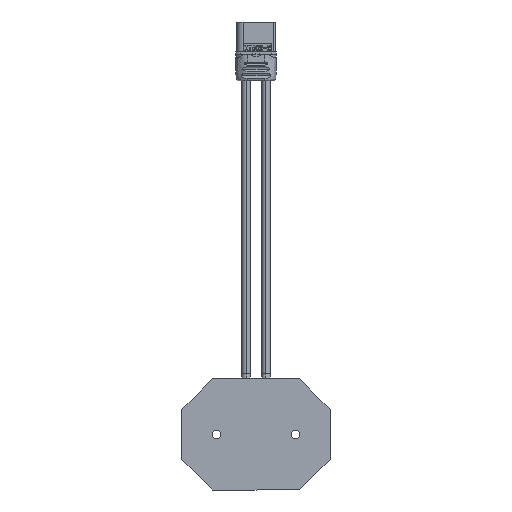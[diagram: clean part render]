
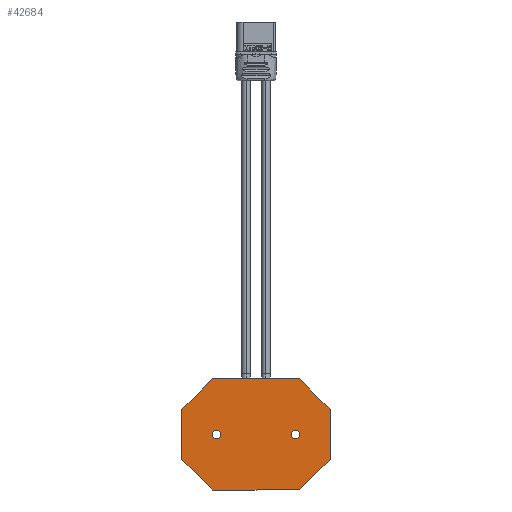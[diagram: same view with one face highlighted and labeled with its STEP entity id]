
A CAD part, front view. The second image highlights one B-rep face of the part: STEP entity #42684.
In plain terms, the highlighted planar face has unit normal (0, -1, 0).
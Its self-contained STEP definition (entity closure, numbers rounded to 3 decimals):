
#310 = FACE_BOUND ( 'NONE', #11893, .T. ) ;
#760 = DIRECTION ( 'NONE',  ( 0., 0., 1. ) ) ;
#1330 = PLANE ( 'NONE',  #42640 ) ;
#3172 = ORIENTED_EDGE ( 'NONE', *, *, #27710, .T. ) ;
#3477 = CARTESIAN_POINT ( 'NONE',  ( 81.357, -9.82, 0. ) ) ;
#4322 = AXIS2_PLACEMENT_3D ( 'NONE', #38388, #38349, #38340 ) ;
#4844 = EDGE_CURVE ( 'NONE', #34752, #10832, #14203, .T. ) ;
#4867 = DIRECTION ( 'NONE',  ( 1., 0., 0. ) ) ;
#4907 = DIRECTION ( 'NONE',  ( 0., -1., 0. ) ) ;
#5032 = CARTESIAN_POINT ( 'NONE',  ( 47.857, -9.82, -22.5 ) ) ;
#5227 = AXIS2_PLACEMENT_3D ( 'NONE', #3477, #28262, #7087 ) ;
#5320 = CARTESIAN_POINT ( 'NONE',  ( 35.357, -9.82, -10. ) ) ;
#5518 = AXIS2_PLACEMENT_3D ( 'NONE', #6745, #31434, #10368 ) ;
#5842 = VERTEX_POINT ( 'NONE', #10633 ) ;
#5887 = CARTESIAN_POINT ( 'NONE',  ( 35.357, -9.82, 10. ) ) ;
#6529 = DIRECTION ( 'NONE',  ( -0.707, 0., -0.707 ) ) ;
#6745 = CARTESIAN_POINT ( 'NONE',  ( 49.357, -9.82, 0. ) ) ;
#7087 = DIRECTION ( 'NONE',  ( 0., 0., 1. ) ) ;
#7112 = CARTESIAN_POINT ( 'NONE',  ( 47.857, -9.82, 22.5 ) ) ;
#8156 = DIRECTION ( 'NONE',  ( -1., 0., 0. ) ) ;
#8687 = VERTEX_POINT ( 'NONE', #45579 ) ;
#8849 = ORIENTED_EDGE ( 'NONE', *, *, #15649, .T. ) ;
#10368 = DIRECTION ( 'NONE',  ( 0., 0., 1. ) ) ;
#10633 = CARTESIAN_POINT ( 'NONE',  ( 81.357, -9.82, 1.75 ) ) ;
#10832 = VERTEX_POINT ( 'NONE', #41915 ) ;
#11021 = ORIENTED_EDGE ( 'NONE', *, *, #23585, .T. ) ;
#11665 = ORIENTED_EDGE ( 'NONE', *, *, #22395, .T. ) ;
#11739 = EDGE_CURVE ( 'NONE', #14010, #33071, #39019, .T. ) ;
#11893 = EDGE_LOOP ( 'NONE', ( #27555, #11021 ) ) ;
#12065 = DIRECTION ( 'NONE',  ( 0.707, 0., 0.707 ) ) ;
#12386 = CARTESIAN_POINT ( 'NONE',  ( 82.857, -9.82, -22.5 ) ) ;
#12514 = CARTESIAN_POINT ( 'NONE',  ( 49.357, -9.82, 1.75 ) ) ;
#12782 = CIRCLE ( 'NONE', #31091, 1.75 ) ;
#13892 = ORIENTED_EDGE ( 'NONE', *, *, #34961, .T. ) ;
#14010 = VERTEX_POINT ( 'NONE', #29937 ) ;
#14203 = LINE ( 'NONE', #12386, #41047 ) ;
#14437 = ORIENTED_EDGE ( 'NONE', *, *, #23865, .T. ) ;
#15649 = EDGE_CURVE ( 'NONE', #10832, #14010, #37006, .T. ) ;
#15945 = CARTESIAN_POINT ( 'NONE',  ( 81.357, -9.82, -1.75 ) ) ;
#16412 = EDGE_CURVE ( 'NONE', #5842, #44954, #38576, .T. ) ;
#16593 = ORIENTED_EDGE ( 'NONE', *, *, #37011, .T. ) ;
#18535 = CARTESIAN_POINT ( 'NONE',  ( 47.857, -9.82, -22.5 ) ) ;
#18648 = LINE ( 'NONE', #29279, #19745 ) ;
#19745 = VECTOR ( 'NONE', #8156, 1000. ) ;
#20392 = VECTOR ( 'NONE', #6529, 1000. ) ;
#20451 = EDGE_LOOP ( 'NONE', ( #37421, #3172, #40721, #8849, #20503, #14437, #11665, #13892 ) ) ;
#20503 = ORIENTED_EDGE ( 'NONE', *, *, #11739, .T. ) ;
#22092 = DIRECTION ( 'NONE',  ( 0., 1., 0. ) ) ;
#22395 = EDGE_CURVE ( 'NONE', #38475, #44914, #29662, .T. ) ;
#23522 = LINE ( 'NONE', #5320, #38780 ) ;
#23585 = EDGE_CURVE ( 'NONE', #30451, #44984, #28475, .T. ) ;
#23841 = LINE ( 'NONE', #5032, #43548 ) ;
#23865 = EDGE_CURVE ( 'NONE', #33071, #38475, #18648, .T. ) ;
#27364 = VECTOR ( 'NONE', #30592, 1000. ) ;
#27474 = FACE_OUTER_BOUND ( 'NONE', #20451, .T. ) ;
#27555 = ORIENTED_EDGE ( 'NONE', *, *, #39891, .T. ) ;
#27686 = VECTOR ( 'NONE', #32230, 1000. ) ;
#27710 = EDGE_CURVE ( 'NONE', #42607, #34752, #23841, .T. ) ;
#28262 = DIRECTION ( 'NONE',  ( 0., 1., 0. ) ) ;
#28475 = CIRCLE ( 'NONE', #5518, 1.75 ) ;
#28610 = VECTOR ( 'NONE', #44199, 1000. ) ;
#29279 = CARTESIAN_POINT ( 'NONE',  ( 82.857, -9.82, 22.5 ) ) ;
#29651 = DIRECTION ( 'NONE',  ( 0., 0., -1. ) ) ;
#29662 = LINE ( 'NONE', #34782, #20392 ) ;
#29937 = CARTESIAN_POINT ( 'NONE',  ( 95.357, -9.82, 10. ) ) ;
#30451 = VERTEX_POINT ( 'NONE', #34130 ) ;
#30592 = DIRECTION ( 'NONE',  ( 0., 0., -1. ) ) ;
#31091 = AXIS2_PLACEMENT_3D ( 'NONE', #43045, #22092, #760 ) ;
#31434 = DIRECTION ( 'NONE',  ( 0., 1., 0. ) ) ;
#32230 = DIRECTION ( 'NONE',  ( 0., 0., 1. ) ) ;
#33040 = CARTESIAN_POINT ( 'NONE',  ( 65.357, -9.82, 0. ) ) ;
#33071 = VERTEX_POINT ( 'NONE', #37838 ) ;
#33113 = CARTESIAN_POINT ( 'NONE',  ( 35.357, -9.82, 10. ) ) ;
#34130 = CARTESIAN_POINT ( 'NONE',  ( 49.357, -9.82, -1.75 ) ) ;
#34455 = CIRCLE ( 'NONE', #5227, 1.75 ) ;
#34752 = VERTEX_POINT ( 'NONE', #39830 ) ;
#34782 = CARTESIAN_POINT ( 'NONE',  ( 47.857, -9.82, 22.5 ) ) ;
#34961 = EDGE_CURVE ( 'NONE', #44914, #8687, #35563, .T. ) ;
#35563 = LINE ( 'NONE', #5887, #27364 ) ;
#35639 = CARTESIAN_POINT ( 'NONE',  ( 95.357, -9.82, -10. ) ) ;
#37006 = LINE ( 'NONE', #35639, #27686 ) ;
#37011 = EDGE_CURVE ( 'NONE', #44954, #5842, #34455, .T. ) ;
#37128 = DIRECTION ( 'NONE',  ( 0.707, 0., -0.707 ) ) ;
#37263 = EDGE_CURVE ( 'NONE', #8687, #42607, #23522, .T. ) ;
#37421 = ORIENTED_EDGE ( 'NONE', *, *, #37263, .T. ) ;
#37838 = CARTESIAN_POINT ( 'NONE',  ( 82.857, -9.82, 22.5 ) ) ;
#38340 = DIRECTION ( 'NONE',  ( 0., 0., 1. ) ) ;
#38349 = DIRECTION ( 'NONE',  ( 0., 1., 0. ) ) ;
#38388 = CARTESIAN_POINT ( 'NONE',  ( 81.357, -9.82, 0. ) ) ;
#38475 = VERTEX_POINT ( 'NONE', #7112 ) ;
#38576 = CIRCLE ( 'NONE', #4322, 1.75 ) ;
#38780 = VECTOR ( 'NONE', #37128, 1000. ) ;
#38968 = FACE_BOUND ( 'NONE', #42217, .T. ) ;
#39019 = LINE ( 'NONE', #44346, #28610 ) ;
#39051 = ORIENTED_EDGE ( 'NONE', *, *, #16412, .T. ) ;
#39830 = CARTESIAN_POINT ( 'NONE',  ( 82.857, -9.82, -22.5 ) ) ;
#39891 = EDGE_CURVE ( 'NONE', #44984, #30451, #12782, .T. ) ;
#40721 = ORIENTED_EDGE ( 'NONE', *, *, #4844, .T. ) ;
#41047 = VECTOR ( 'NONE', #12065, 1000. ) ;
#41915 = CARTESIAN_POINT ( 'NONE',  ( 95.357, -9.82, -10. ) ) ;
#42217 = EDGE_LOOP ( 'NONE', ( #39051, #16593 ) ) ;
#42607 = VERTEX_POINT ( 'NONE', #18535 ) ;
#42640 = AXIS2_PLACEMENT_3D ( 'NONE', #33040, #4907, #29651 ) ;
#42684 = ADVANCED_FACE ( 'NONE', ( #310, #38968, #27474 ), #1330, .T. ) ;
#43045 = CARTESIAN_POINT ( 'NONE',  ( 49.357, -9.82, 0. ) ) ;
#43548 = VECTOR ( 'NONE', #4867, 1000. ) ;
#44199 = DIRECTION ( 'NONE',  ( -0.707, 0., 0.707 ) ) ;
#44346 = CARTESIAN_POINT ( 'NONE',  ( 95.357, -9.82, 10. ) ) ;
#44914 = VERTEX_POINT ( 'NONE', #33113 ) ;
#44954 = VERTEX_POINT ( 'NONE', #15945 ) ;
#44984 = VERTEX_POINT ( 'NONE', #12514 ) ;
#45579 = CARTESIAN_POINT ( 'NONE',  ( 35.357, -9.82, -10. ) ) ;
